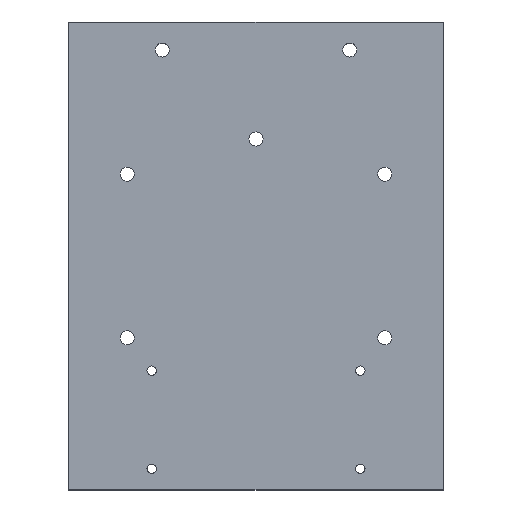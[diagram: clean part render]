
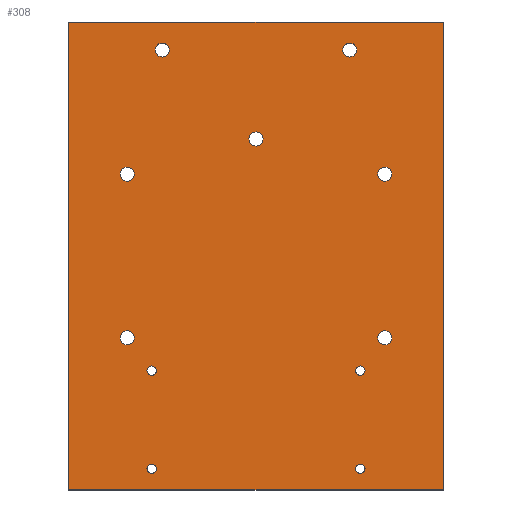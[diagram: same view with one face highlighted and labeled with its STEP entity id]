
A CAD part, top view. The second image highlights one B-rep face of the part: STEP entity #308.
In plain terms, the highlighted planar face has unit normal (0, 0, 1).
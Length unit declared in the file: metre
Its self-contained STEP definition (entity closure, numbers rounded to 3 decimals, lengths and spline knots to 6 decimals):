
#27=LINE('',#513,#39);
#28=LINE('',#516,#40);
#29=LINE('',#518,#41);
#30=LINE('',#520,#42);
#39=VECTOR('',#420,1.);
#40=VECTOR('',#421,1.);
#41=VECTOR('',#422,1.);
#42=VECTOR('',#423,1.);
#62=ORIENTED_EDGE('',*,*,#130,.F.);
#63=ORIENTED_EDGE('',*,*,#131,.F.);
#64=ORIENTED_EDGE('',*,*,#132,.F.);
#65=ORIENTED_EDGE('',*,*,#133,.F.);
#66=ORIENTED_EDGE('',*,*,#134,.F.);
#67=ORIENTED_EDGE('',*,*,#135,.F.);
#68=ORIENTED_EDGE('',*,*,#136,.F.);
#69=ORIENTED_EDGE('',*,*,#137,.T.);
#70=ORIENTED_EDGE('',*,*,#138,.T.);
#71=ORIENTED_EDGE('',*,*,#139,.F.);
#72=ORIENTED_EDGE('',*,*,#140,.T.);
#73=ORIENTED_EDGE('',*,*,#141,.T.);
#74=ORIENTED_EDGE('',*,*,#142,.T.);
#75=ORIENTED_EDGE('',*,*,#143,.T.);
#76=ORIENTED_EDGE('',*,*,#144,.T.);
#130=EDGE_CURVE('',#164,#164,#190,.T.);
#131=EDGE_CURVE('',#165,#165,#191,.T.);
#132=EDGE_CURVE('',#166,#166,#192,.T.);
#133=EDGE_CURVE('',#167,#167,#193,.T.);
#134=EDGE_CURVE('',#168,#168,#194,.T.);
#135=EDGE_CURVE('',#169,#169,#195,.T.);
#136=EDGE_CURVE('',#170,#171,#27,.T.);
#137=EDGE_CURVE('',#170,#172,#28,.T.);
#138=EDGE_CURVE('',#172,#173,#29,.T.);
#139=EDGE_CURVE('',#171,#173,#30,.T.);
#140=EDGE_CURVE('',#174,#174,#196,.T.);
#141=EDGE_CURVE('',#175,#175,#197,.T.);
#142=EDGE_CURVE('',#176,#176,#198,.T.);
#143=EDGE_CURVE('',#177,#177,#199,.T.);
#144=EDGE_CURVE('',#178,#178,#200,.T.);
#164=VERTEX_POINT('',#502);
#165=VERTEX_POINT('',#504);
#166=VERTEX_POINT('',#506);
#167=VERTEX_POINT('',#508);
#168=VERTEX_POINT('',#510);
#169=VERTEX_POINT('',#512);
#170=VERTEX_POINT('',#514);
#171=VERTEX_POINT('',#515);
#172=VERTEX_POINT('',#517);
#173=VERTEX_POINT('',#519);
#174=VERTEX_POINT('',#522);
#175=VERTEX_POINT('',#524);
#176=VERTEX_POINT('',#526);
#177=VERTEX_POINT('',#528);
#178=VERTEX_POINT('',#530);
#190=CIRCLE('',#350,0.0015);
#191=CIRCLE('',#351,0.0015);
#192=CIRCLE('',#352,0.0015);
#193=CIRCLE('',#353,0.0015);
#194=CIRCLE('',#354,0.001);
#195=CIRCLE('',#355,0.001);
#196=CIRCLE('',#356,0.001);
#197=CIRCLE('',#357,0.001);
#198=CIRCLE('',#358,0.0015);
#199=CIRCLE('',#359,0.0015);
#200=CIRCLE('',#360,0.0015);
#213=EDGE_LOOP('',(#62));
#214=EDGE_LOOP('',(#63));
#215=EDGE_LOOP('',(#64));
#216=EDGE_LOOP('',(#65));
#217=EDGE_LOOP('',(#66));
#218=EDGE_LOOP('',(#67));
#219=EDGE_LOOP('',(#68,#69,#70,#71));
#220=EDGE_LOOP('',(#72));
#221=EDGE_LOOP('',(#73));
#222=EDGE_LOOP('',(#74));
#223=EDGE_LOOP('',(#75));
#224=EDGE_LOOP('',(#76));
#263=FACE_BOUND('',#213,.T.);
#264=FACE_BOUND('',#214,.T.);
#265=FACE_BOUND('',#215,.T.);
#266=FACE_BOUND('',#216,.T.);
#267=FACE_BOUND('',#217,.T.);
#268=FACE_BOUND('',#218,.T.);
#269=FACE_BOUND('',#219,.T.);
#270=FACE_BOUND('',#220,.T.);
#271=FACE_BOUND('',#221,.T.);
#272=FACE_BOUND('',#222,.T.);
#273=FACE_BOUND('',#223,.T.);
#274=FACE_BOUND('',#224,.T.);
#302=PLANE('',#349);
#308=ADVANCED_FACE('',(#263,#264,#265,#266,#267,#268,#269,#270,#271,#272,
#273,#274),#302,.F.);
#349=AXIS2_PLACEMENT_3D('',#500,#406,#407);
#350=AXIS2_PLACEMENT_3D('',#501,#408,#409);
#351=AXIS2_PLACEMENT_3D('',#503,#410,#411);
#352=AXIS2_PLACEMENT_3D('',#505,#412,#413);
#353=AXIS2_PLACEMENT_3D('',#507,#414,#415);
#354=AXIS2_PLACEMENT_3D('',#509,#416,#417);
#355=AXIS2_PLACEMENT_3D('',#511,#418,#419);
#356=AXIS2_PLACEMENT_3D('',#521,#424,#425);
#357=AXIS2_PLACEMENT_3D('',#523,#426,#427);
#358=AXIS2_PLACEMENT_3D('',#525,#428,#429);
#359=AXIS2_PLACEMENT_3D('',#527,#430,#431);
#360=AXIS2_PLACEMENT_3D('',#529,#432,#433);
#406=DIRECTION('',(0.,0.,-1.));
#407=DIRECTION('',(1.,0.,0.));
#408=DIRECTION('',(0.,0.,1.));
#409=DIRECTION('',(0.,-1.,0.));
#410=DIRECTION('',(0.,0.,1.));
#411=DIRECTION('',(0.,-1.,0.));
#412=DIRECTION('',(0.,0.,1.));
#413=DIRECTION('',(0.,-1.,0.));
#414=DIRECTION('',(0.,0.,1.));
#415=DIRECTION('',(0.,-1.,0.));
#416=DIRECTION('',(0.,0.,1.));
#417=DIRECTION('',(0.,-1.,0.));
#418=DIRECTION('',(0.,0.,1.));
#419=DIRECTION('',(0.,-1.,0.));
#420=DIRECTION('',(0.,-1.,0.));
#421=DIRECTION('',(-1.,0.,0.));
#422=DIRECTION('',(0.,-1.,0.));
#423=DIRECTION('',(-1.,0.,0.));
#424=DIRECTION('',(0.,0.,-1.));
#425=DIRECTION('',(0.,-1.,0.));
#426=DIRECTION('',(0.,0.,-1.));
#427=DIRECTION('',(0.,-1.,0.));
#428=DIRECTION('',(0.,0.,-1.));
#429=DIRECTION('',(0.,-1.,0.));
#430=DIRECTION('',(0.,0.,-1.));
#431=DIRECTION('',(0.,-1.,0.));
#432=DIRECTION('',(0.,0.,-1.));
#433=DIRECTION('',(0.,-1.,0.));
#500=CARTESIAN_POINT('',(0.,0.,-0.005));
#501=CARTESIAN_POINT('',(-0.02,0.044,-0.005));
#502=CARTESIAN_POINT('',(-0.02,0.0425,-0.005));
#503=CARTESIAN_POINT('',(0.0275,-0.0175,-0.005));
#504=CARTESIAN_POINT('',(0.0275,-0.019,-0.005));
#505=CARTESIAN_POINT('',(-0.0275,0.0175,-0.005));
#506=CARTESIAN_POINT('',(-0.0275,0.016,-0.005));
#507=CARTESIAN_POINT('',(0.,0.025,-0.005));
#508=CARTESIAN_POINT('',(0.,0.0235,-0.005));
#509=CARTESIAN_POINT('',(-0.0223,-0.0245,-0.005));
#510=CARTESIAN_POINT('',(-0.0223,-0.0255,-0.005));
#511=CARTESIAN_POINT('',(0.0223,-0.0455,-0.005));
#512=CARTESIAN_POINT('',(0.0223,-0.0465,-0.005));
#513=CARTESIAN_POINT('',(0.04,0.0075,-0.005));
#514=CARTESIAN_POINT('',(0.04,0.05,-0.005));
#515=CARTESIAN_POINT('',(0.04,-0.05,-0.005));
#516=CARTESIAN_POINT('',(0.,0.05,-0.005));
#517=CARTESIAN_POINT('',(-0.04,0.05,-0.005));
#518=CARTESIAN_POINT('',(-0.04,0.0075,-0.005));
#519=CARTESIAN_POINT('',(-0.04,-0.05,-0.005));
#520=CARTESIAN_POINT('',(0.,-0.05,-0.005));
#521=CARTESIAN_POINT('',(0.0223,-0.0245,-0.005));
#522=CARTESIAN_POINT('',(0.0223,-0.0255,-0.005));
#523=CARTESIAN_POINT('',(-0.0223,-0.0455,-0.005));
#524=CARTESIAN_POINT('',(-0.0223,-0.0465,-0.005));
#525=CARTESIAN_POINT('',(-0.0275,-0.0175,-0.005));
#526=CARTESIAN_POINT('',(-0.0275,-0.019,-0.005));
#527=CARTESIAN_POINT('',(0.02,0.044,-0.005));
#528=CARTESIAN_POINT('',(0.02,0.0425,-0.005));
#529=CARTESIAN_POINT('',(0.0275,0.0175,-0.005));
#530=CARTESIAN_POINT('',(0.0275,0.016,-0.005));
